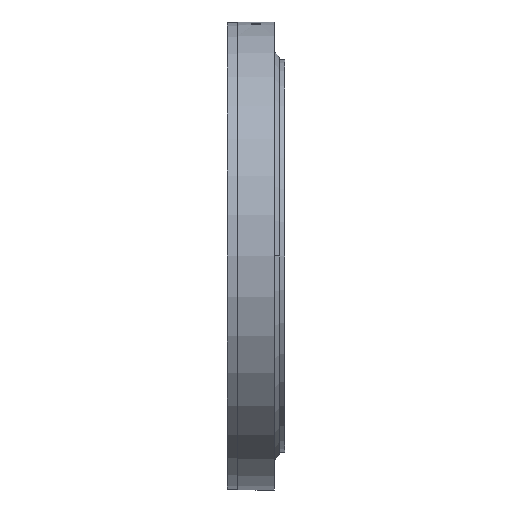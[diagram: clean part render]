
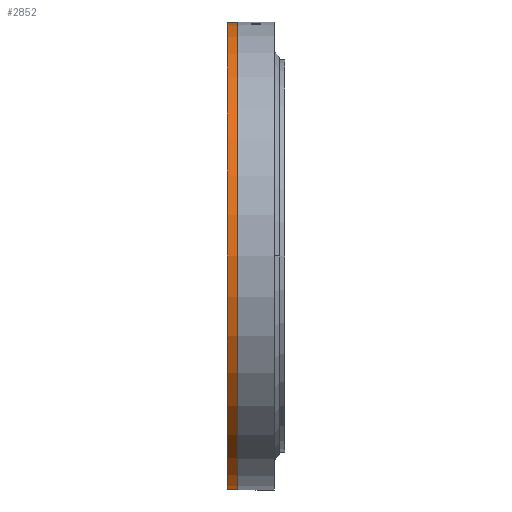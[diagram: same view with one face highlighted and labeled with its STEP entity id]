
A CAD part, left-side view. The second image highlights one B-rep face of the part: STEP entity #2852.
In plain terms, the highlighted cylindrical face has radius 225 mm (diameter 450 mm), a partial arc.
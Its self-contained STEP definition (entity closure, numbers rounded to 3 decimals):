
#543 = AXIS2_PLACEMENT_3D ( 'NONE', #10872, #2338, #12288 ) ;
#1083 = CARTESIAN_POINT ( 'NONE',  ( 0., 17.5, 0. ) ) ;
#2146 = VECTOR ( 'NONE', #11680, 1000. ) ;
#2338 = DIRECTION ( 'NONE',  ( 0., 1., 0. ) ) ;
#2463 = ORIENTED_EDGE ( 'NONE', *, *, #4008, .F. ) ;
#2499 = VERTEX_POINT ( 'NONE', #17241 ) ;
#2522 = CARTESIAN_POINT ( 'NONE',  ( 0., 27.5, -225. ) ) ;
#2524 = DIRECTION ( 'NONE',  ( 0., 0., 1. ) ) ;
#2852 = ADVANCED_FACE ( 'NONE', ( #5612 ), #16522, .T. ) ;
#3141 = CARTESIAN_POINT ( 'NONE',  ( 0., -61.11, -225. ) ) ;
#3174 = CARTESIAN_POINT ( 'NONE',  ( 0., -61.11, 0. ) ) ;
#3430 = DIRECTION ( 'NONE',  ( 0., 0., 1. ) ) ;
#4008 = EDGE_CURVE ( 'NONE', #2499, #4994, #10400, .T. ) ;
#4994 = VERTEX_POINT ( 'NONE', #17632 ) ;
#5612 = FACE_OUTER_BOUND ( 'NONE', #17671, .T. ) ;
#6615 = VECTOR ( 'NONE', #12179, 1000. ) ;
#7508 = VERTEX_POINT ( 'NONE', #2522 ) ;
#7545 = ORIENTED_EDGE ( 'NONE', *, *, #15894, .F. ) ;
#9277 = LINE ( 'NONE', #3141, #2146 ) ;
#10400 = LINE ( 'NONE', #13556, #6615 ) ;
#10872 = CARTESIAN_POINT ( 'NONE',  ( 0., 27.5, 0. ) ) ;
#11073 = DIRECTION ( 'NONE',  ( 0., -1., 0. ) ) ;
#11290 = CIRCLE ( 'NONE', #13174, 225. ) ;
#11548 = VERTEX_POINT ( 'NONE', #16008 ) ;
#11680 = DIRECTION ( 'NONE',  ( 0., -1., 0. ) ) ;
#12179 = DIRECTION ( 'NONE',  ( 0., -1., 0. ) ) ;
#12288 = DIRECTION ( 'NONE',  ( 0., 0., 1. ) ) ;
#12375 = EDGE_CURVE ( 'NONE', #4994, #11548, #11290, .T. ) ;
#12791 = ORIENTED_EDGE ( 'NONE', *, *, #13550, .T. ) ;
#13174 = AXIS2_PLACEMENT_3D ( 'NONE', #1083, #11073, #2524 ) ;
#13550 = EDGE_CURVE ( 'NONE', #7508, #11548, #9277, .T. ) ;
#13556 = CARTESIAN_POINT ( 'NONE',  ( 0., -61.11, 225. ) ) ;
#13833 = AXIS2_PLACEMENT_3D ( 'NONE', #3174, #16262, #3430 ) ;
#15426 = CIRCLE ( 'NONE', #543, 225. ) ;
#15894 = EDGE_CURVE ( 'NONE', #7508, #2499, #15426, .T. ) ;
#16008 = CARTESIAN_POINT ( 'NONE',  ( 0., 17.5, -225. ) ) ;
#16262 = DIRECTION ( 'NONE',  ( 0., -1., 0. ) ) ;
#16522 = CYLINDRICAL_SURFACE ( 'NONE', #13833, 225. ) ;
#17241 = CARTESIAN_POINT ( 'NONE',  ( 0., 27.5, 225. ) ) ;
#17632 = CARTESIAN_POINT ( 'NONE',  ( 0., 17.5, 225. ) ) ;
#17671 = EDGE_LOOP ( 'NONE', ( #7545, #12791, #18176, #2463 ) ) ;
#18176 = ORIENTED_EDGE ( 'NONE', *, *, #12375, .F. ) ;
